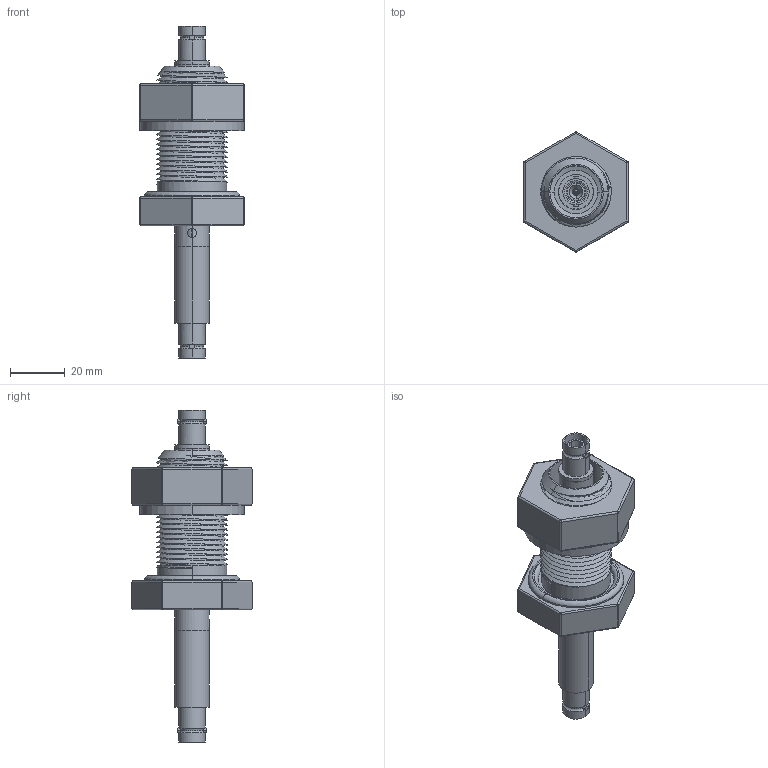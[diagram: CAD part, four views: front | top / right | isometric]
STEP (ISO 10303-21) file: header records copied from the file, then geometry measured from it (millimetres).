
FILE_DESCRIPTION (( 'STEP AP203' ), '1' );
FILE_NAME ('A0484-3-BP.STEP', '2013-11-08T18:06:50', ( '' ), ( '' ), 'SwSTEP 2.0', 'SolidWorks 2012', '' );
FILE_SCHEMA (( 'CONFIG_CONTROL_DESIGN' ));
Length unit declared in the file: inch
Products named in the file (1): A0484-3-BP
Bounding box: 38.1 x 43.84 x 121.08 mm (x, y, z)
Volume: 40549 mm3; surface area: 37055.4 mm2
Topology: 17 solids, 17 shells, 508 faces, 1158 edges, 693 vertices
Faces by surface type: cylinder 235, cone 117, plane 104, sphere 26, torus 24, bspline 2
Entity records: 19325 total; most frequent: CARTESIAN_POINT 7913, DIRECTION 2505, ORIENTED_EDGE 2276, EDGE_CURVE 1138, AXIS2_PLACEMENT_3D 1029, VERTEX_POINT 683, EDGE_LOOP 559, CIRCLE 522
